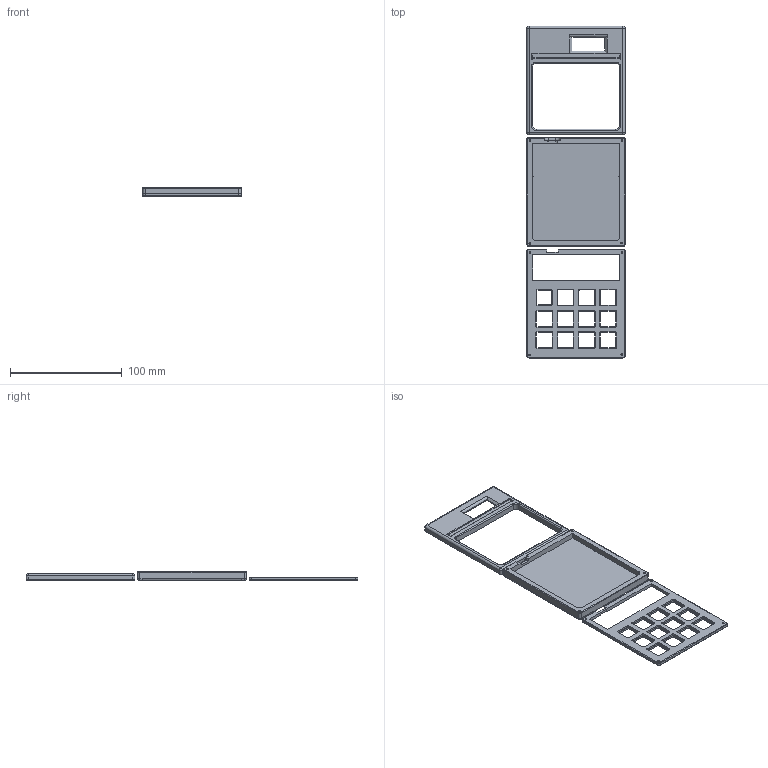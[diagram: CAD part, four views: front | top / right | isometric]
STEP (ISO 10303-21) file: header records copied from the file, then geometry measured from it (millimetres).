
FILE_DESCRIPTION(('HOOPS Exchange Step'),'2;1');
FILE_NAME('temp_export','2024-10-05T16:35:02+10:00',('taranmittal'),('Shapr3D Limited'),'HOOPS Exchange 2024.2','Shapr3D','Authorized');
FILE_SCHEMA( ('AP242_MANAGED_MODEL_BASED_3D_ENGINEERING_MIM_LF {1 0 10303 442 1 1 4 }') );
Length unit declared in the file: millimetre
Products named in the file (5): r1_100.STEP; Imported; plate-2024-10-02T05_09_58.408Z; HACKPAD-3DPRINT.step; root
Assembly tree (4 placements, depth 3):
  root
    HACKPAD-3DPRINT.step
      r1_100.STEP
      Imported
      plate-2024-10-02T05_09_58.408Z
Bounding box: 88.2 x 297.65 x 8 mm (x, y, z)
Volume: 63315.3 mm3; surface area: 45813.2 mm2
Topology: 3 solids, 3 shells, 404 faces, 1074 edges, 686 vertices
Faces by surface type: plane 183, cylinder 167, bspline 27, torus 23, sphere 4
Full cylindrical faces by diameter (mm): 1.55 x8, 2.35 x4, 3.55 x4
Entity records: 15405 total; most frequent: CARTESIAN_POINT 5080, ORIENTED_EDGE 2140, DIRECTION 2121, EDGE_CURVE 1070, AXIS2_PLACEMENT_3D 735, VERTEX_POINT 686, VECTOR 651, LINE 651
